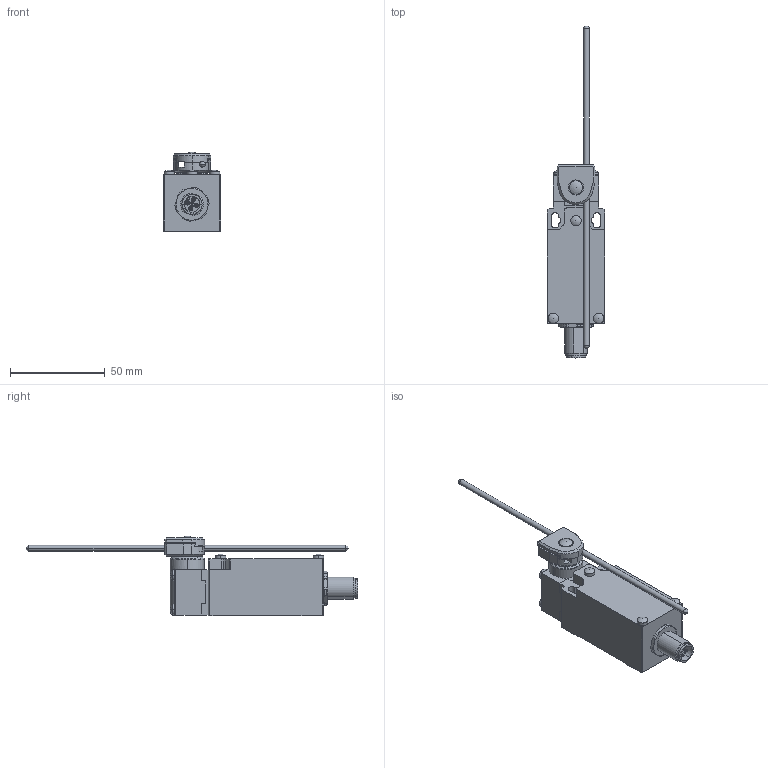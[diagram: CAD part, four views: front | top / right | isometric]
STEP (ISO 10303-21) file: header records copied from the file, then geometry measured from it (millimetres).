
FILE_DESCRIPTION (( 'STEP AP214' ), '1' );
FILE_NAME ('AAM7F71Z11.step', '2019-09-05T21:16:57', ( '' ), ( '' ), 'SwSTEP 2.0', 'SolidWorks 2018', '' );
FILE_SCHEMA (( 'AUTOMOTIVE_DESIGN' ));
Length unit declared in the file: inch
Products named in the file (1): AAM7F71Z11
Bounding box: 30.3 x 175.1 x 41.97 mm (x, y, z)
Volume: 71415.1 mm3; surface area: 20446.3 mm2
Topology: 5 solids, 5 shells, 382 faces, 969 edges, 618 vertices
Faces by surface type: plane 184, cylinder 140, cone 23, torus 19, sphere 16
Entity records: 16693 total; most frequent: CARTESIAN_POINT 2333, DIRECTION 2027, ORIENTED_EDGE 1906, EDGE_CURVE 953, AXIS2_PLACEMENT_3D 748, VERTEX_POINT 610, VECTOR 531, LINE 531
